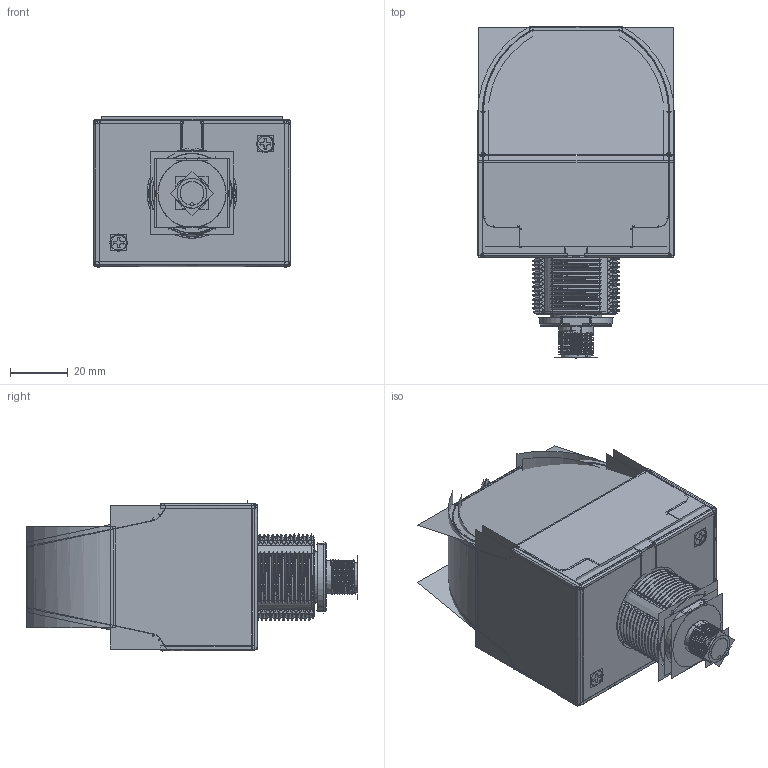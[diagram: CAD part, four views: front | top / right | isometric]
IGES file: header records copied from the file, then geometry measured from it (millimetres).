
Start section:  PTC IGES file: 215164_sm01.igs
Global section: file name: 215164_sm01.igs; native system: Creo Parametric by PTC Inc.; preprocessor: 2019292; author: PDMAdmin; organization: Unknown; date: 20210818.140734; units: millimetre
Bounding box: 68 x 114.97 x 52.1 mm (x, y, z)
Volume: 91553.2 mm3; surface area: 185264.3 mm2
Topology: 1 solids, 4 shells, 2166 faces, 13690 edges, 18211 vertices
Faces by surface type: bspline 1214, revolution 952
